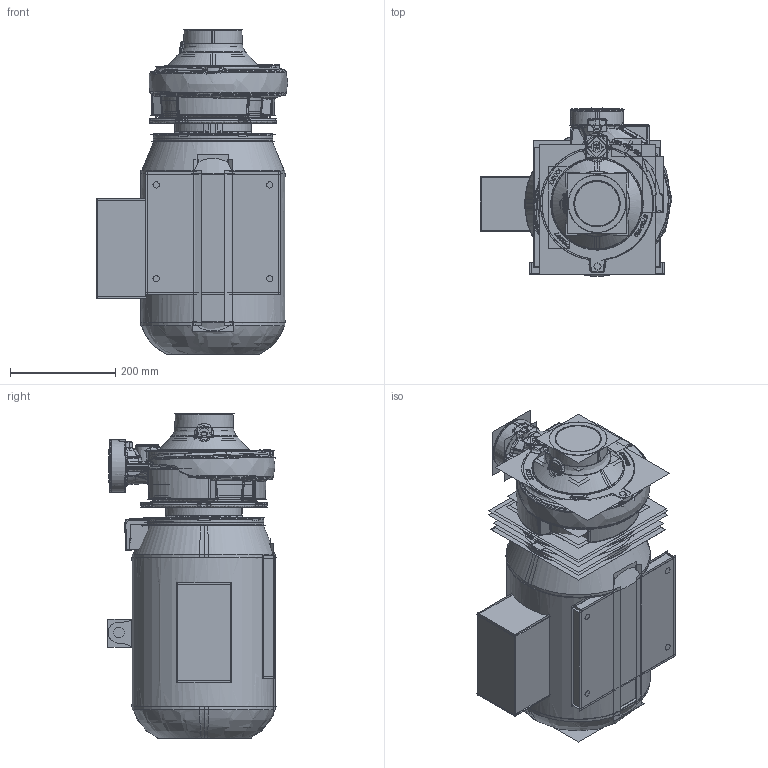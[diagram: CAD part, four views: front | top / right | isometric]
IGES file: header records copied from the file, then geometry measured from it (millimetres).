
Start section:  PTC IGES file: 87233532-00 080-050-160 R 15 T 2P 60 4V.igs
Global section: file name: 87233532-00 080-050-160 R 15 T 2P 60 4V.igs; native system: Creo Parametric by PTC Inc.; preprocessor: 2019224; author: santl04; organization: Unknown; date: 20210521.170936; units: millimetre
Bounding box: 363.96 x 319.88 x 617.68 mm (x, y, z)
Volume: 29514613 mm3; surface area: 7553170.5 mm2
Topology: 4 solids, 16 shells, 5106 faces, 24731 edges, 30015 vertices
Faces by surface type: bspline 4162, revolution 940, extrusion 4
